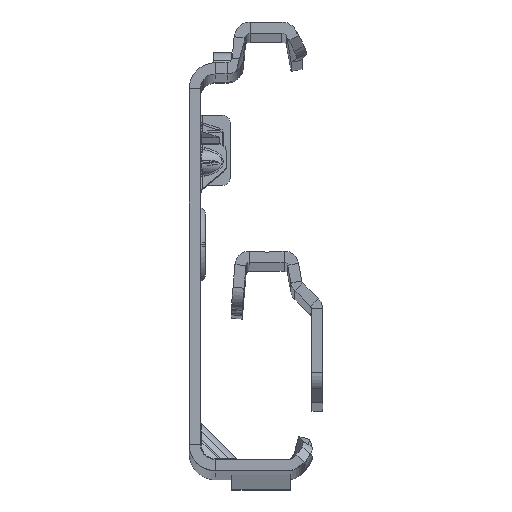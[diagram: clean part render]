
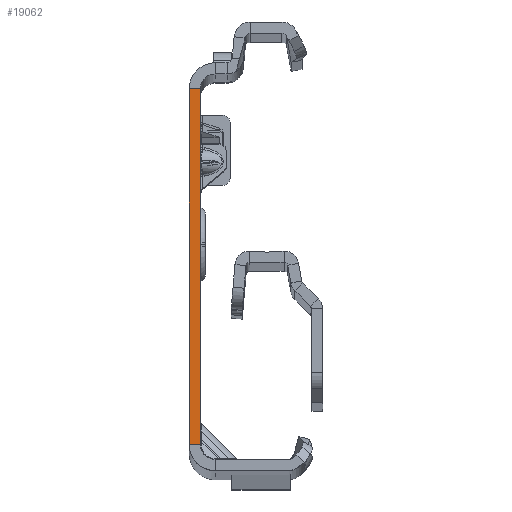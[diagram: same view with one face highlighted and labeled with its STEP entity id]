
A CAD part, top view. The second image highlights one B-rep face of the part: STEP entity #19062.
In plain terms, the highlighted planar face has unit normal (0, 0, 1).
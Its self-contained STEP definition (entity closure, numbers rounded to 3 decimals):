
#1493 = VERTEX_POINT ( 'NONE', #16079 ) ;
#2170 = EDGE_CURVE ( 'NONE', #49635, #25879, #30871, .T. ) ;
#2282 = ORIENTED_EDGE ( 'NONE', *, *, #39277, .T. ) ;
#2534 = VECTOR ( 'NONE', #44141, 1000. ) ;
#2983 = CARTESIAN_POINT ( 'NONE',  ( 0., -25.865, 0. ) ) ;
#6540 = DIRECTION ( 'NONE',  ( 0., -1., 0. ) ) ;
#7390 = AXIS2_PLACEMENT_3D ( 'NONE', #48343, #12105, #20253 ) ;
#10978 = ORIENTED_EDGE ( 'NONE', *, *, #42125, .F. ) ;
#12105 = DIRECTION ( 'NONE',  ( 0., 0., 1. ) ) ;
#12498 = VECTOR ( 'NONE', #29740, 1000. ) ;
#13349 = CARTESIAN_POINT ( 'NONE',  ( 0., -25.865, 0. ) ) ;
#14161 = LINE ( 'NONE', #47338, #53456 ) ;
#16079 = CARTESIAN_POINT ( 'NONE',  ( 0., 22.135, 0. ) ) ;
#19062 = ADVANCED_FACE ( 'NONE', ( #52407 ), #28446, .T. ) ;
#20253 = DIRECTION ( 'NONE',  ( 1., 0., 0. ) ) ;
#21797 = LINE ( 'NONE', #25337, #12498 ) ;
#22031 = DIRECTION ( 'NONE',  ( -1., 0., 0. ) ) ;
#24391 = CARTESIAN_POINT ( 'NONE',  ( -1.5, 22.135, 0. ) ) ;
#25337 = CARTESIAN_POINT ( 'NONE',  ( 0., 22.135, 0. ) ) ;
#25879 = VERTEX_POINT ( 'NONE', #44866 ) ;
#28357 = VERTEX_POINT ( 'NONE', #2983 ) ;
#28446 = PLANE ( 'NONE',  #7390 ) ;
#29740 = DIRECTION ( 'NONE',  ( -1., 0., 0. ) ) ;
#30871 = LINE ( 'NONE', #35724, #2534 ) ;
#35724 = CARTESIAN_POINT ( 'NONE',  ( -1.5, -27.865, 0. ) ) ;
#39277 = EDGE_CURVE ( 'NONE', #1493, #49635, #21797, .T. ) ;
#41671 = EDGE_LOOP ( 'NONE', ( #10978, #2282, #46966, #45075 ) ) ;
#42125 = EDGE_CURVE ( 'NONE', #1493, #28357, #14161, .T. ) ;
#44141 = DIRECTION ( 'NONE',  ( 0., -1., 0. ) ) ;
#44866 = CARTESIAN_POINT ( 'NONE',  ( -1.5, -25.865, 0. ) ) ;
#45075 = ORIENTED_EDGE ( 'NONE', *, *, #52514, .F. ) ;
#46966 = ORIENTED_EDGE ( 'NONE', *, *, #2170, .T. ) ;
#47338 = CARTESIAN_POINT ( 'NONE',  ( 0., -27.865, 0. ) ) ;
#48343 = CARTESIAN_POINT ( 'NONE',  ( -1.5, -27.865, 0. ) ) ;
#48982 = VECTOR ( 'NONE', #22031, 1000. ) ;
#49635 = VERTEX_POINT ( 'NONE', #24391 ) ;
#50618 = LINE ( 'NONE', #13349, #48982 ) ;
#52407 = FACE_OUTER_BOUND ( 'NONE', #41671, .T. ) ;
#52514 = EDGE_CURVE ( 'NONE', #28357, #25879, #50618, .T. ) ;
#53456 = VECTOR ( 'NONE', #6540, 1000. ) ;
